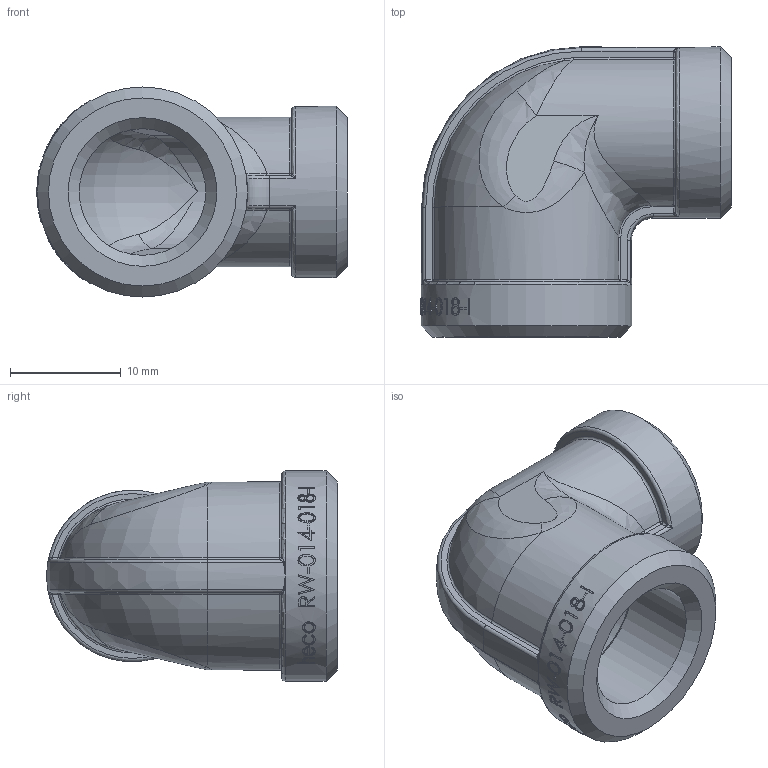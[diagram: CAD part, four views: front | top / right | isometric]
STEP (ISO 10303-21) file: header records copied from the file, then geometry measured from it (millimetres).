
FILE_DESCRIPTION (( 'STEP AP214' ), '1' );
FILE_NAME ('heco_RW-014-018-I.STEP', '2016-06-28T11:54:38', ( '' ), ( '' ), 'SwSTEP 2.0', 'SolidWorks 2011', '' );
FILE_SCHEMA (( 'AUTOMOTIVE_DESIGN' ));
Length unit declared in the file: millimetre
Products named in the file (1): heco_RW-014-018-I
Bounding box: 28.05 x 26.24 x 19 mm (x, y, z)
Volume: 3394.9 mm3; surface area: 3365 mm2
Topology: 1 solids, 1 shells, 306 faces, 758 edges, 462 vertices
Faces by surface type: bspline 137, plane 76, cylinder 60, torus 19, sphere 8, cone 6
Full cylindrical faces by diameter (mm): 8.566 x1, 10.5 x1, 11.445 x1, 14 x1, 15.5 x1, 19 x1
Entity records: 21444 total; most frequent: CARTESIAN_POINT 12089, ORIENTED_EDGE 1448, DIRECTION 832, EDGE_CURVE 724, VERTEX_POINT 458, B_SPLINE_CURVE_WITH_KNOTS 401, EDGE_LOOP 346, AXIS2_PLACEMENT_3D 343
